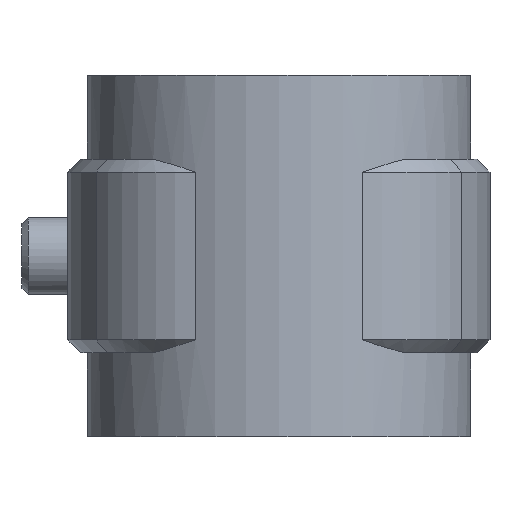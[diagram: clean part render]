
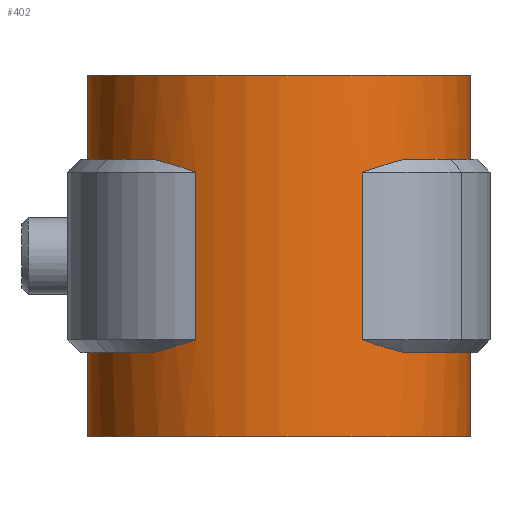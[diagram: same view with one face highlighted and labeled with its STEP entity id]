
A CAD part, front view. The second image highlights one B-rep face of the part: STEP entity #402.
In plain terms, the highlighted cylindrical face has radius 14.855 mm (diameter 29.71 mm), a partial arc.
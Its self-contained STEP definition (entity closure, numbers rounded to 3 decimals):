
#402 = ADVANCED_FACE( '', ( #704 ), #705, .T. );
#704 = FACE_OUTER_BOUND( '', #1533, .T. );
#705 = CYLINDRICAL_SURFACE( '', #1534, 14.855 );
#1533 = EDGE_LOOP( '', ( #3506, #3507, #3508, #3509, #3510, #3511, #3512, #3513, #3514, #3515, #3516, #3517, #3518, #3519, #3520, #3521 ) );
#1534 = AXIS2_PLACEMENT_3D( '', #3522, #3523, #3524 );
#3506 = ORIENTED_EDGE( '', *, *, #4767, .F. );
#3507 = ORIENTED_EDGE( '', *, *, #4768, .T. );
#3508 = ORIENTED_EDGE( '', *, *, #4769, .T. );
#3509 = ORIENTED_EDGE( '', *, *, #4770, .T. );
#3510 = ORIENTED_EDGE( '', *, *, #4771, .T. );
#3511 = ORIENTED_EDGE( '', *, *, #4772, .T. );
#3512 = ORIENTED_EDGE( '', *, *, #4773, .T. );
#3513 = ORIENTED_EDGE( '', *, *, #4623, .F. );
#3514 = ORIENTED_EDGE( '', *, *, #4774, .T. );
#3515 = ORIENTED_EDGE( '', *, *, #4764, .T. );
#3516 = ORIENTED_EDGE( '', *, *, #4775, .T. );
#3517 = ORIENTED_EDGE( '', *, *, #4776, .T. );
#3518 = ORIENTED_EDGE( '', *, *, #4777, .F. );
#3519 = ORIENTED_EDGE( '', *, *, #4617, .F. );
#3520 = ORIENTED_EDGE( '', *, *, #4615, .F. );
#3521 = ORIENTED_EDGE( '', *, *, #4778, .T. );
#3522 = CARTESIAN_POINT( '', ( 0., 0., -26.5 ) );
#3523 = DIRECTION( '', ( 0., 0., -1. ) );
#3524 = DIRECTION( '', ( 0., -1., 0. ) );
#4615 = EDGE_CURVE( '', #5287, #5270, #5289, .T. );
#4617 = EDGE_CURVE( '', #5270, #5292, #5293, .T. );
#4623 = EDGE_CURVE( '', #5302, #5304, #5305, .T. );
#4764 = EDGE_CURVE( '', #5542, #5540, #5543, .T. );
#4767 = EDGE_CURVE( '', #5546, #5547, #5548, .T. );
#4768 = EDGE_CURVE( '', #5546, #5549, #5550, .T. );
#4769 = EDGE_CURVE( '', #5549, #5551, #5552, .T. );
#4770 = EDGE_CURVE( '', #5551, #5553, #5554, .T. );
#4771 = EDGE_CURVE( '', #5553, #5555, #5556, .T. );
#4772 = EDGE_CURVE( '', #5555, #5557, #5558, .T. );
#4773 = EDGE_CURVE( '', #5557, #5304, #5559, .T. );
#4774 = EDGE_CURVE( '', #5302, #5542, #5560, .T. );
#4775 = EDGE_CURVE( '', #5540, #5561, #5562, .F. );
#4776 = EDGE_CURVE( '', #5561, #5563, #5564, .T. );
#4777 = EDGE_CURVE( '', #5292, #5563, #5565, .T. );
#4778 = EDGE_CURVE( '', #5287, #5547, #5566, .T. );
#5270 = VERTEX_POINT( '', #6938 );
#5287 = VERTEX_POINT( '', #6960 );
#5289 = CIRCLE( '', #6963, 14.855 );
#5292 = VERTEX_POINT( '', #6967 );
#5293 = LINE( '', #6968, #6969 );
#5302 = VERTEX_POINT( '', #6986 );
#5304 = VERTEX_POINT( '', #6989 );
#5305 = LINE( '', #6990, #6991 );
#5540 = VERTEX_POINT( '', #7946 );
#5542 = VERTEX_POINT( '', #7948 );
#5543 = B_SPLINE_CURVE_WITH_KNOTS( '', 3, ( #7949, #7950, #7951, #7952 ), .UNSPECIFIED., .F., .F., ( 4, 4 ), ( 0., 0.004 ), .UNSPECIFIED. );
#5546 = VERTEX_POINT( '', #7956 );
#5547 = VERTEX_POINT( '', #7957 );
#5548 = CIRCLE( '', #7958, 14.855 );
#5549 = VERTEX_POINT( '', #7959 );
#5550 = B_SPLINE_CURVE_WITH_KNOTS( '', 3, ( #7960, #7961, #7962, #7963 ), .UNSPECIFIED., .F., .F., ( 4, 4 ), ( 0., 0.004 ), .UNSPECIFIED. );
#5551 = VERTEX_POINT( '', #7964 );
#5552 = LINE( '', #7965, #7966 );
#5553 = VERTEX_POINT( '', #7967 );
#5554 = B_SPLINE_CURVE_WITH_KNOTS( '', 3, ( #7968, #7969, #7970, #7971 ), .UNSPECIFIED., .F., .F., ( 4, 4 ), ( 0., 0.004 ), .UNSPECIFIED. );
#5555 = VERTEX_POINT( '', #7972 );
#5556 = CIRCLE( '', #7973, 14.855 );
#5557 = VERTEX_POINT( '', #7974 );
#5558 = LINE( '', #7975, #7976 );
#5559 = CIRCLE( '', #7977, 14.855 );
#5560 = CIRCLE( '', #7978, 14.855 );
#5561 = VERTEX_POINT( '', #7979 );
#5562 = LINE( '', #7980, #7981 );
#5563 = VERTEX_POINT( '', #7982 );
#5564 = B_SPLINE_CURVE_WITH_KNOTS( '', 3, ( #7983, #7984, #7985, #7986 ), .UNSPECIFIED., .F., .F., ( 4, 4 ), ( 0., 0.004 ), .UNSPECIFIED. );
#5565 = CIRCLE( '', #7987, 14.855 );
#5566 = LINE( '', #7988, #7989 );
#6938 = CARTESIAN_POINT( '', ( -6.1, 13.545, -26.5 ) );
#6960 = CARTESIAN_POINT( '', ( 6.1, 13.545, -26.5 ) );
#6963 = AXIS2_PLACEMENT_3D( '', #8890, #8891, #8892 );
#6967 = CARTESIAN_POINT( '', ( -6.1, 13.545, -20. ) );
#6968 = CARTESIAN_POINT( '', ( -6.1, 13.545, -26.5 ) );
#6969 = VECTOR( '', #8894, 1000. );
#6986 = CARTESIAN_POINT( '', ( -6.1, 13.545, -5. ) );
#6989 = CARTESIAN_POINT( '', ( -6.1, 13.545, 1.5 ) );
#6990 = CARTESIAN_POINT( '', ( -6.1, 13.545, -26.5 ) );
#6991 = VECTOR( '', #8898, 1000. );
#7946 = CARTESIAN_POINT( '', ( -6.461, -13.376, -6. ) );
#7948 = CARTESIAN_POINT( '', ( -9.733, -11.222, -5. ) );
#7949 = CARTESIAN_POINT( '', ( -9.733, -11.222, -5. ) );
#7950 = CARTESIAN_POINT( '', ( -8.724, -12.098, -5.261 ) );
#7951 = CARTESIAN_POINT( '', ( -7.632, -12.811, -5.603 ) );
#7952 = CARTESIAN_POINT( '', ( -6.461, -13.376, -6. ) );
#7956 = CARTESIAN_POINT( '', ( 9.733, -11.222, -20. ) );
#7957 = CARTESIAN_POINT( '', ( 6.1, 13.545, -20. ) );
#7958 = AXIS2_PLACEMENT_3D( '', #9051, #9052, #9053 );
#7959 = CARTESIAN_POINT( '', ( 6.461, -13.376, -19. ) );
#7960 = CARTESIAN_POINT( '', ( 9.733, -11.222, -20. ) );
#7961 = CARTESIAN_POINT( '', ( 8.724, -12.098, -19.739 ) );
#7962 = CARTESIAN_POINT( '', ( 7.632, -12.811, -19.397 ) );
#7963 = CARTESIAN_POINT( '', ( 6.461, -13.376, -19. ) );
#7964 = CARTESIAN_POINT( '', ( 6.461, -13.376, -6. ) );
#7965 = CARTESIAN_POINT( '', ( 6.461, -13.376, -12.5 ) );
#7966 = VECTOR( '', #9054, 1000. );
#7967 = CARTESIAN_POINT( '', ( 9.733, -11.222, -5. ) );
#7968 = CARTESIAN_POINT( '', ( 6.461, -13.376, -6. ) );
#7969 = CARTESIAN_POINT( '', ( 7.632, -12.811, -5.603 ) );
#7970 = CARTESIAN_POINT( '', ( 8.724, -12.098, -5.261 ) );
#7971 = CARTESIAN_POINT( '', ( 9.733, -11.222, -5. ) );
#7972 = CARTESIAN_POINT( '', ( 6.1, 13.545, -5. ) );
#7973 = AXIS2_PLACEMENT_3D( '', #9055, #9056, #9057 );
#7974 = CARTESIAN_POINT( '', ( 6.1, 13.545, 1.5 ) );
#7975 = CARTESIAN_POINT( '', ( 6.1, 13.545, -26.5 ) );
#7976 = VECTOR( '', #9058, 1000. );
#7977 = AXIS2_PLACEMENT_3D( '', #9059, #9060, #9061 );
#7978 = AXIS2_PLACEMENT_3D( '', #9062, #9063, #9064 );
#7979 = CARTESIAN_POINT( '', ( -6.461, -13.376, -19. ) );
#7980 = CARTESIAN_POINT( '', ( -6.461, -13.376, -12.5 ) );
#7981 = VECTOR( '', #9065, 1000. );
#7982 = CARTESIAN_POINT( '', ( -9.733, -11.222, -20. ) );
#7983 = CARTESIAN_POINT( '', ( -6.461, -13.376, -19. ) );
#7984 = CARTESIAN_POINT( '', ( -7.632, -12.811, -19.397 ) );
#7985 = CARTESIAN_POINT( '', ( -8.724, -12.098, -19.739 ) );
#7986 = CARTESIAN_POINT( '', ( -9.733, -11.222, -20. ) );
#7987 = AXIS2_PLACEMENT_3D( '', #9066, #9067, #9068 );
#7988 = CARTESIAN_POINT( '', ( 6.1, 13.545, -26.5 ) );
#7989 = VECTOR( '', #9069, 1000. );
#8890 = CARTESIAN_POINT( '', ( 0., 0., -26.5 ) );
#8891 = DIRECTION( '', ( 0., 0., -1. ) );
#8892 = DIRECTION( '', ( 1., 0., 0. ) );
#8894 = DIRECTION( '', ( 0., 0., 1. ) );
#8898 = DIRECTION( '', ( 0., 0., 1. ) );
#9051 = CARTESIAN_POINT( '', ( 0., 0., -20. ) );
#9052 = DIRECTION( '', ( 0., 0., 1. ) );
#9053 = DIRECTION( '', ( 1., 0., 0. ) );
#9054 = DIRECTION( '', ( 0., 0., 1. ) );
#9055 = CARTESIAN_POINT( '', ( 0., 0., -5. ) );
#9056 = DIRECTION( '', ( 0., 0., 1. ) );
#9057 = DIRECTION( '', ( 1., 0., 0. ) );
#9058 = DIRECTION( '', ( 0., 0., 1. ) );
#9059 = CARTESIAN_POINT( '', ( 0., 0., 1.5 ) );
#9060 = DIRECTION( '', ( 0., 0., -1. ) );
#9061 = DIRECTION( '', ( 1., 0., 0. ) );
#9062 = CARTESIAN_POINT( '', ( 0., 0., -5. ) );
#9063 = DIRECTION( '', ( 0., 0., 1. ) );
#9064 = DIRECTION( '', ( 1., 0., 0. ) );
#9065 = DIRECTION( '', ( 0., 0., 1. ) );
#9066 = CARTESIAN_POINT( '', ( 0., 0., -20. ) );
#9067 = DIRECTION( '', ( 0., 0., 1. ) );
#9068 = DIRECTION( '', ( 1., 0., 0. ) );
#9069 = DIRECTION( '', ( 0., 0., 1. ) );
